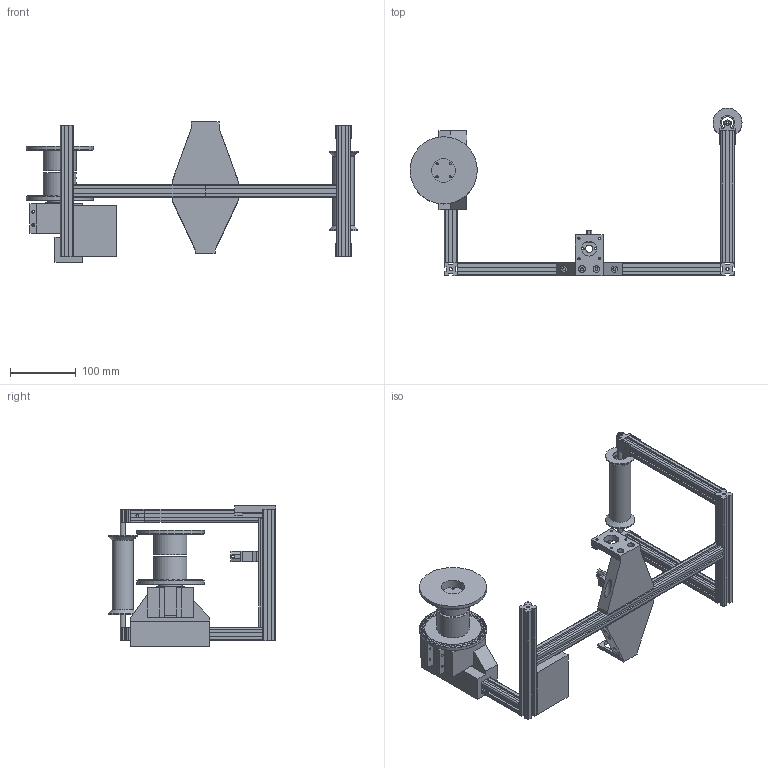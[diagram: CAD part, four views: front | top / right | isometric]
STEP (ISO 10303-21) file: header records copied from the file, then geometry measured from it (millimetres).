
FILE_DESCRIPTION(/* description */ (''),/* implementation_level */ '2;1');
FILE_NAME(/* name */ 'Filament_Winder.step',/* time_stamp */ '2024-07-16T19:11:17+02:00',/* author */ ('Lukas'),/* organization */ (''),/* preprocessor_version */ 'ST-DEVELOPER v18.1',/* originating_system */ 'Autodesk Inventor 2021',/* authorisation */ '');
FILE_SCHEMA (('AUTOMOTIVE_DESIGN { 1 0 10303 214 3 1 1 }'));
Length unit declared in the file: millimetre
Products named in the file (16): Filament_Winder; Gearmotor; Pulley; Motorhalterig; Gegestuck; Stengeli; Riiserolle; Profil; Stengelihalter; SliderMotorHalter; SliderLagerHalter; Rail; Slider; Guider; Endschalterhalter; Electronicsmount
Assembly tree (22 placements, depth 2):
  Filament_Winder
    Profil  x7
    Gearmotor
    Pulley
    Motorhalterig
    Gegestuck
    Stengeli
    Riiserolle
    Stengelihalter  x2
    SliderMotorHalter
    SliderLagerHalter
    Rail
    Slider
    Guider
    Endschalterhalter
    Electronicsmount
Bounding box: 503.85 x 254.32 x 213.05 mm (x, y, z)
Volume: 1369960.9 mm3; surface area: 423086.1 mm2
Topology: 22 solids, 22 shells, 836 faces, 2365 edges, 1612 vertices
Faces by surface type: plane 656, cylinder 172, cone 8
Full cylindrical faces by diameter (mm): 0.8 x2, 2.8 x9, 3.2 x24, 3.5 x6, 4 x1, 4.1 x1, 4.2 x16, 4.3 x14, 4.5 x2, 5 x7, 6 x6, 7 x2, 7.5 x2, 8 x3, 10 x8, 11 x1, 18 x1, 22 x4, 22.5 x1, 32 x1, 36 x2, 38 x1, 44 x2, 50 x2, 102 x2
Entity records: 22060 total; most frequent: CARTESIAN_POINT 4527, ORIENTED_EDGE 3656, DIRECTION 3569, EDGE_CURVE 1828, AXIS2_PLACEMENT_3D 1359, VERTEX_POINT 1255, LINE 851, VECTOR 851
